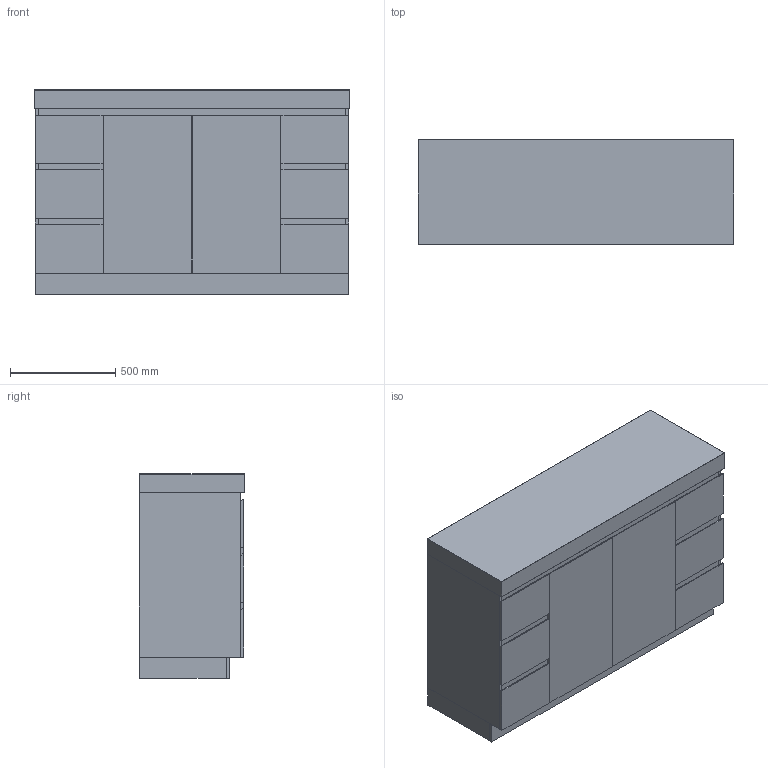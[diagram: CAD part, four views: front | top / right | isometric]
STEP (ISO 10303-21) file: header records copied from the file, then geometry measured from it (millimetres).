
FILE_DESCRIPTION(/* description */ (''),/* implementation_level */ '2;1');
FILE_NAME(/* name */ 'Domaine Conventional (Floor Mount) 1500 (90MM)',/* time_stamp */ '2025-07-09T14:47:22+10:00',/* author */ (''),/* organization */ (''),/* preprocessor_version */ 'ST-DEVELOPER v16.5',/* originating_system */ '',/* authorisation */ '');
FILE_SCHEMA (('AP203_CONFIGURATION_CONTROLLED_3D_DESIGN_OF_MECHANICAL_PARTS_AND_ASSEMBLIES_MIM_LF { 1 0 10303 203 3 1 4 }'));
Length unit declared in the file: millimetre
Products named in the file (6): Document; Domaine Conventional (Floor Mount) 1500 (90MM); Blank Benchtops ALL9; 1500 Benchtop (90mm); Domanine Conventional Floor Mount ALL CABINETS5678; Domaine Conventional 1500 WK234
Assembly tree (5 placements, depth 4):
  Document
    Domaine Conventional (Floor Mount) 1500 (90MM)
      Blank Benchtops ALL9
        1500 Benchtop (90mm)
      Domanine Conventional Floor Mount ALL CABINETS5678
        Domaine Conventional 1500 WK234
Bounding box: 1500 x 500 x 970 mm (x, y, z)
Volume: 78423109 mm3; surface area: 10878512.9 mm2
Topology: 16 solids, 16 shells, 130 faces, 277 edges, 174 vertices
Faces by surface type: plane 113, cylinder 11, bspline 6
Entity records: 3631 total; most frequent: CARTESIAN_POINT 1145, ORIENTED_EDGE 542, EDGE_CURVE 271, B_SPLINE_CURVE_WITH_KNOTS 251, VERTEX_POINT 174, DIRECTION 150, AXIS2_PLACEMENT_3D 137, EDGE_LOOP 131
